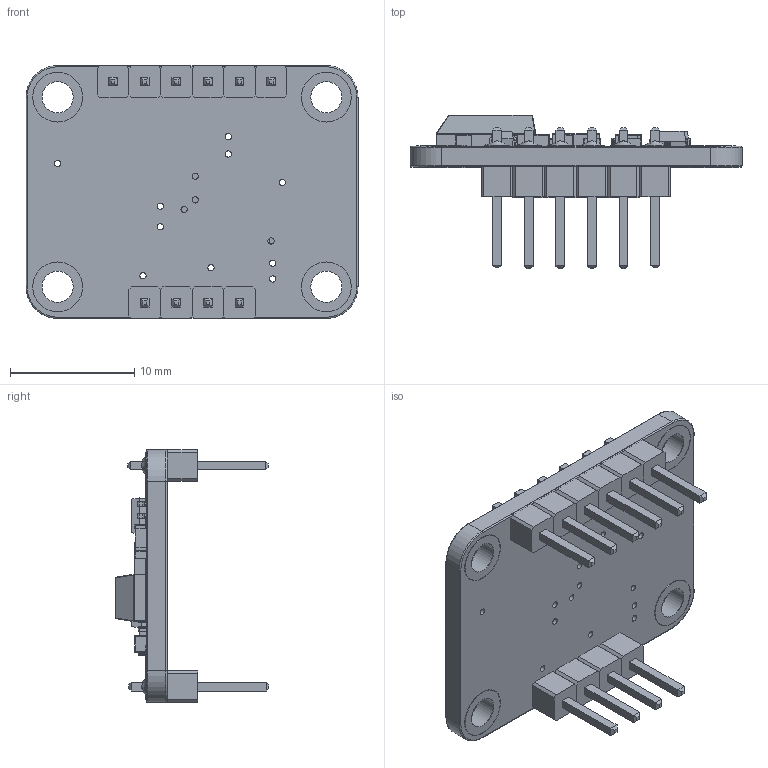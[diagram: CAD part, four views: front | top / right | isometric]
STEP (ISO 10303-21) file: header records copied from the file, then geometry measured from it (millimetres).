
FILE_DESCRIPTION(/* description */ (''),/* implementation_level */ '2;1');
FILE_NAME(/* name */ 'Adafruit_BNO055__Avec_Header4et6 v1.step',/* time_stamp */ '2021-01-22T21:33:30-05:00',/* author */ (''),/* organization */ (''),/* preprocessor_version */ 'ST-DEVELOPER v18.1',/* originating_system */ 'Autodesk Translation Framework v9.7.1.1290',/* authorisation */ '');
FILE_SCHEMA (('AUTOMOTIVE_DESIGN { 1 0 10303 214 3 1 1 }'));
Length unit declared in the file: millimetre
Products named in the file (11): Adafruit_BNO055__Avec_Header4et6; Male_Header_4pins v1; PCB; BottomFace; PinRow2; Pin (1); Male_Header_6pins; PCB_1; BottomFace_1; PinRow2_1; Pin (1)_1
Assembly tree (18 placements, depth 6):
  Adafruit_BNO055__Avec_Header4et6
    Male_Header_4pins v1
      PCB
        BottomFace
          PinRow2
            Pin (1)  x4
    Male_Header_6pins
      PCB_1
        BottomFace_1
          PinRow2_1
            Pin (1)_1  x6
Bounding box: 26.67 x 12.31 x 20.32 mm (x, y, z)
Volume: 1186.7 mm3; surface area: 2807.9 mm2
Topology: 124 solids, 124 shells, 1088 faces, 2415 edges, 1543 vertices
Faces by surface type: plane 850, cylinder 191, sphere 18, bspline 10, cone 10, torus 9
Full cylindrical faces by diameter (mm): 0.5 x15, 1 x32, 2 x20, 2.5 x12, 4 x8
Entity records: 23081 total; most frequent: CARTESIAN_POINT 3899, DIRECTION 3801, ORIENTED_EDGE 3490, EDGE_CURVE 1745, LINE 1331, VECTOR 1331, AXIS2_PLACEMENT_3D 1235, VERTEX_POINT 1127
